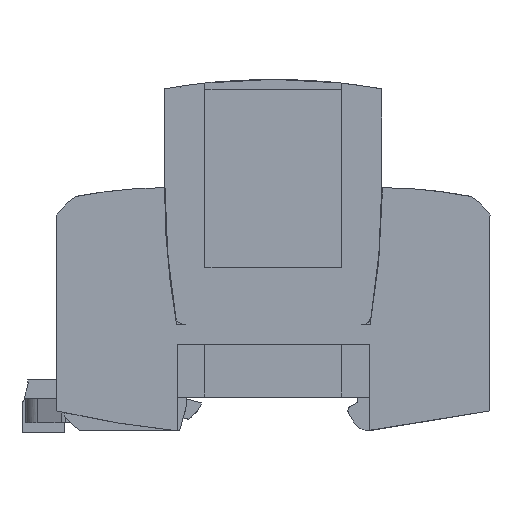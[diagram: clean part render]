
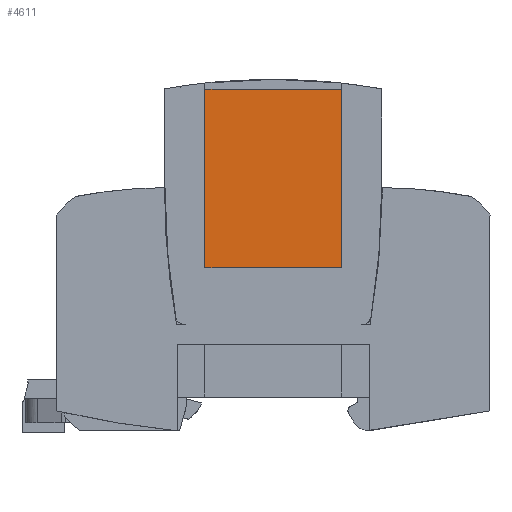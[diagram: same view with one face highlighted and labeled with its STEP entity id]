
A CAD part, left-side view. The second image highlights one B-rep face of the part: STEP entity #4611.
In plain terms, the highlighted planar face has unit normal (-1, 0, 0).
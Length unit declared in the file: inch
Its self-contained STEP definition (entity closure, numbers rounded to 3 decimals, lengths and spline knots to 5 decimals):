
#103 = CARTESIAN_POINT ( 'NONE',  ( -1.04921, -0.67087, 0.91282 ) ) ;
#996 = CARTESIAN_POINT ( 'NONE',  ( -1.04921, -0.55906, 1.05872 ) ) ;
#1298 = DIRECTION ( 'NONE',  ( 0., 1., 0. ) ) ;
#3438 = VERTEX_POINT ( 'NONE', #996 ) ;
#3505 = DIRECTION ( 'NONE',  ( 0., 0., 1. ) ) ;
#3511 = VECTOR ( 'NONE', #4244, 39.37008 ) ;
#3794 = ORIENTED_EDGE ( 'NONE', *, *, #15208, .F. ) ;
#3947 = VERTEX_POINT ( 'NONE', #8104 ) ;
#4153 = LINE ( 'NONE', #11318, #3511 ) ;
#4244 = DIRECTION ( 'NONE',  ( 0., 0., -1. ) ) ;
#4611 = ADVANCED_FACE ( 'NONE', ( #7581 ), #13211, .T. ) ;
#5604 = CARTESIAN_POINT ( 'NONE',  ( -1.04921, 0.55906, 2.51772 ) ) ;
#5665 = LINE ( 'NONE', #6909, #14813 ) ;
#5940 = VERTEX_POINT ( 'NONE', #5604 ) ;
#6432 = VERTEX_POINT ( 'NONE', #13300 ) ;
#6909 = CARTESIAN_POINT ( 'NONE',  ( -1.04921, 0.55906, 2.71871 ) ) ;
#7142 = AXIS2_PLACEMENT_3D ( 'NONE', #103, #10246, #17416 ) ;
#7247 = ORIENTED_EDGE ( 'NONE', *, *, #14669, .F. ) ;
#7505 = EDGE_CURVE ( 'NONE', #3438, #6432, #8742, .T. ) ;
#7581 = FACE_OUTER_BOUND ( 'NONE', #11825, .T. ) ;
#8104 = CARTESIAN_POINT ( 'NONE',  ( -1.04921, -0.55906, 2.51772 ) ) ;
#8336 = CARTESIAN_POINT ( 'NONE',  ( -1.04921, -0.67087, 2.51772 ) ) ;
#8742 = LINE ( 'NONE', #14573, #14941 ) ;
#10246 = DIRECTION ( 'NONE',  ( -1., 0., 0. ) ) ;
#11318 = CARTESIAN_POINT ( 'NONE',  ( -1.04921, -0.55906, 0.90782 ) ) ;
#11825 = EDGE_LOOP ( 'NONE', ( #3794, #12177, #7247, #18477 ) ) ;
#12177 = ORIENTED_EDGE ( 'NONE', *, *, #7505, .F. ) ;
#13211 = PLANE ( 'NONE',  #7142 ) ;
#13300 = CARTESIAN_POINT ( 'NONE',  ( -1.04921, 0.55906, 1.05872 ) ) ;
#13985 = LINE ( 'NONE', #8336, #14624 ) ;
#14082 = EDGE_CURVE ( 'NONE', #3947, #5940, #13985, .T. ) ;
#14573 = CARTESIAN_POINT ( 'NONE',  ( -1.04921, -0.67087, 1.05872 ) ) ;
#14624 = VECTOR ( 'NONE', #16934, 39.37008 ) ;
#14669 = EDGE_CURVE ( 'NONE', #3947, #3438, #4153, .T. ) ;
#14813 = VECTOR ( 'NONE', #3505, 39.37008 ) ;
#14941 = VECTOR ( 'NONE', #1298, 39.37008 ) ;
#15208 = EDGE_CURVE ( 'NONE', #6432, #5940, #5665, .T. ) ;
#16934 = DIRECTION ( 'NONE',  ( 0., 1., 0. ) ) ;
#17416 = DIRECTION ( 'NONE',  ( 0., -1., 0. ) ) ;
#18477 = ORIENTED_EDGE ( 'NONE', *, *, #14082, .T. ) ;
